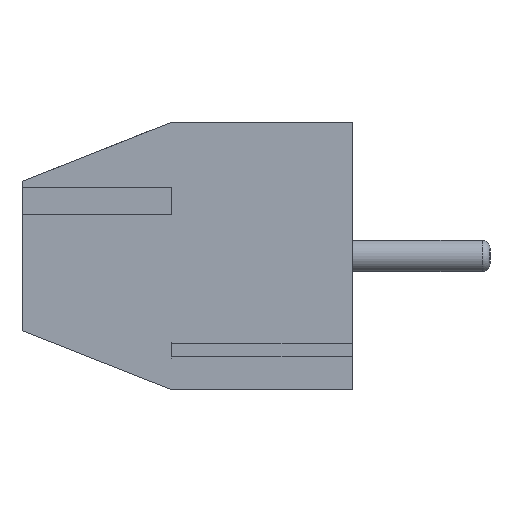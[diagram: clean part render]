
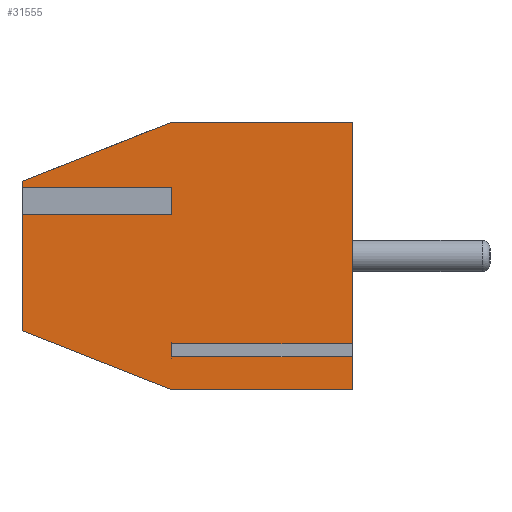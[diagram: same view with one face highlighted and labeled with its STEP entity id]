
A CAD part, left-side view. The second image highlights one B-rep face of the part: STEP entity #31555.
In plain terms, the highlighted planar face has unit normal (-1, 0, 0).
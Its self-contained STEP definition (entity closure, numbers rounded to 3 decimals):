
#62 = VERTEX_POINT ( 'NONE', #35912 ) ;
#936 = ORIENTED_EDGE ( 'NONE', *, *, #13536, .F. ) ;
#1139 = VERTEX_POINT ( 'NONE', #17560 ) ;
#1804 = CARTESIAN_POINT ( 'NONE',  ( 0., 8.4, 6.8 ) ) ;
#2357 = ORIENTED_EDGE ( 'NONE', *, *, #29224, .F. ) ;
#2406 = DIRECTION ( 'NONE',  ( 0., -1., 0. ) ) ;
#2846 = EDGE_CURVE ( 'NONE', #33317, #25464, #37879, .T. ) ;
#4294 = CARTESIAN_POINT ( 'NONE',  ( 0., 8.4, 1.5 ) ) ;
#4518 = LINE ( 'NONE', #26876, #16026 ) ;
#5633 = CARTESIAN_POINT ( 'NONE',  ( 0., 4.6, 0.832 ) ) ;
#5953 = VECTOR ( 'NONE', #17001, 1000. ) ;
#6110 = EDGE_CURVE ( 'NONE', #1139, #17162, #10456, .T. ) ;
#6412 = ORIENTED_EDGE ( 'NONE', *, *, #15479, .F. ) ;
#6478 = VECTOR ( 'NONE', #7732, 1000. ) ;
#7732 = DIRECTION ( 'NONE',  ( 0., -1., 0. ) ) ;
#7772 = DIRECTION ( 'NONE',  ( 0., 0., 1. ) ) ;
#7783 = DIRECTION ( 'NONE',  ( 0., -1., 0. ) ) ;
#7912 = LINE ( 'NONE', #26703, #6478 ) ;
#7934 = VERTEX_POINT ( 'NONE', #25336 ) ;
#8186 = LINE ( 'NONE', #14959, #32328 ) ;
#9265 = EDGE_CURVE ( 'NONE', #22573, #62, #27325, .T. ) ;
#10038 = ORIENTED_EDGE ( 'NONE', *, *, #9265, .T. ) ;
#10302 = DIRECTION ( 'NONE',  ( 0., -1., 0. ) ) ;
#10456 = LINE ( 'NONE', #35737, #36396 ) ;
#10665 = CARTESIAN_POINT ( 'NONE',  ( 0., 8.4, 4.632 ) ) ;
#10775 = DIRECTION ( 'NONE',  ( 0., -0.93, 0.367 ) ) ;
#10820 = ORIENTED_EDGE ( 'NONE', *, *, #2846, .T. ) ;
#11369 = DIRECTION ( 'NONE',  ( 0., 0., 1. ) ) ;
#11475 = EDGE_CURVE ( 'NONE', #28396, #7934, #25830, .T. ) ;
#11815 = DIRECTION ( 'NONE',  ( 1., 0., 0. ) ) ;
#12009 = VECTOR ( 'NONE', #7772, 1000. ) ;
#12419 = LINE ( 'NONE', #24893, #33829 ) ;
#12601 = CARTESIAN_POINT ( 'NONE',  ( 0., 4.6, 0. ) ) ;
#12631 = AXIS2_PLACEMENT_3D ( 'NONE', #39748, #11815, #24306 ) ;
#12759 = DIRECTION ( 'NONE',  ( 0., 0., 1. ) ) ;
#12766 = ORIENTED_EDGE ( 'NONE', *, *, #37625, .T. ) ;
#13536 = EDGE_CURVE ( 'NONE', #37501, #20389, #16993, .T. ) ;
#14951 = VECTOR ( 'NONE', #2406, 1000. ) ;
#14959 = CARTESIAN_POINT ( 'NONE',  ( 0., 8.4, 4.632 ) ) ;
#15479 = EDGE_CURVE ( 'NONE', #32005, #25464, #4518, .T. ) ;
#16026 = VECTOR ( 'NONE', #16172, 1000. ) ;
#16172 = DIRECTION ( 'NONE',  ( 0., -1., 0. ) ) ;
#16897 = EDGE_CURVE ( 'NONE', #1139, #34974, #21025, .T. ) ;
#16993 = LINE ( 'NONE', #35537, #12009 ) ;
#17001 = DIRECTION ( 'NONE',  ( 0., 0., 1. ) ) ;
#17100 = ORIENTED_EDGE ( 'NONE', *, *, #25353, .T. ) ;
#17162 = VERTEX_POINT ( 'NONE', #20393 ) ;
#17198 = VECTOR ( 'NONE', #34197, 1000. ) ;
#17560 = CARTESIAN_POINT ( 'NONE',  ( 0., 8.4, 4.968 ) ) ;
#17786 = VECTOR ( 'NONE', #10302, 1000. ) ;
#18338 = ORIENTED_EDGE ( 'NONE', *, *, #38255, .T. ) ;
#18913 = EDGE_CURVE ( 'NONE', #23832, #37501, #12419, .T. ) ;
#19387 = CARTESIAN_POINT ( 'NONE',  ( 0., 8.4, 5.3 ) ) ;
#20389 = VERTEX_POINT ( 'NONE', #10665 ) ;
#20393 = CARTESIAN_POINT ( 'NONE',  ( 0., 4.6, 4.968 ) ) ;
#20430 = CARTESIAN_POINT ( 'NONE',  ( 0., 4.6, 1.168 ) ) ;
#20438 = LINE ( 'NONE', #38702, #31467 ) ;
#20441 = CARTESIAN_POINT ( 'NONE',  ( 0., 4.6, 4.968 ) ) ;
#20593 = EDGE_LOOP ( 'NONE', ( #10038, #18338, #32489, #2357, #31906, #30453, #12766, #38006, #936, #40102, #17100, #10820, #6412, #20841 ) ) ;
#20841 = ORIENTED_EDGE ( 'NONE', *, *, #25909, .T. ) ;
#21025 = LINE ( 'NONE', #1804, #32475 ) ;
#21676 = FACE_OUTER_BOUND ( 'NONE', #20593, .T. ) ;
#22300 = CARTESIAN_POINT ( 'NONE',  ( 0., 0., 0. ) ) ;
#22573 = VERTEX_POINT ( 'NONE', #23411 ) ;
#23411 = CARTESIAN_POINT ( 'NONE',  ( 0., 4.6, 1.168 ) ) ;
#23433 = CARTESIAN_POINT ( 'NONE',  ( 0., 4.6, 4.632 ) ) ;
#23832 = VERTEX_POINT ( 'NONE', #12601 ) ;
#24108 = DIRECTION ( 'NONE',  ( 0., 0.93, 0.367 ) ) ;
#24306 = DIRECTION ( 'NONE',  ( 0., 0., -1. ) ) ;
#24658 = CARTESIAN_POINT ( 'NONE',  ( 0., 0., 0.832 ) ) ;
#24893 = CARTESIAN_POINT ( 'NONE',  ( 0., 8.4, 1.5 ) ) ;
#25037 = CARTESIAN_POINT ( 'NONE',  ( 0., 0., 6.8 ) ) ;
#25336 = CARTESIAN_POINT ( 'NONE',  ( 0., 0., 6.8 ) ) ;
#25353 = EDGE_CURVE ( 'NONE', #23832, #33317, #7912, .T. ) ;
#25464 = VERTEX_POINT ( 'NONE', #24658 ) ;
#25634 = CARTESIAN_POINT ( 'NONE',  ( 0., 8.4, 6.8 ) ) ;
#25830 = LINE ( 'NONE', #25634, #17786 ) ;
#25909 = EDGE_CURVE ( 'NONE', #32005, #22573, #34181, .T. ) ;
#26703 = CARTESIAN_POINT ( 'NONE',  ( 0., 8.4, 0. ) ) ;
#26876 = CARTESIAN_POINT ( 'NONE',  ( 0., 4.6, 0.832 ) ) ;
#27325 = LINE ( 'NONE', #20430, #14951 ) ;
#27381 = PLANE ( 'NONE',  #12631 ) ;
#28396 = VERTEX_POINT ( 'NONE', #37687 ) ;
#29224 = EDGE_CURVE ( 'NONE', #34974, #28396, #20438, .T. ) ;
#30453 = ORIENTED_EDGE ( 'NONE', *, *, #6110, .T. ) ;
#30654 = VECTOR ( 'NONE', #33038, 1000. ) ;
#31467 = VECTOR ( 'NONE', #10775, 1000. ) ;
#31555 = ADVANCED_FACE ( 'NONE', ( #21676 ), #27381, .F. ) ;
#31906 = ORIENTED_EDGE ( 'NONE', *, *, #16897, .F. ) ;
#32005 = VERTEX_POINT ( 'NONE', #5633 ) ;
#32328 = VECTOR ( 'NONE', #34249, 1000. ) ;
#32475 = VECTOR ( 'NONE', #11369, 1000. ) ;
#32489 = ORIENTED_EDGE ( 'NONE', *, *, #11475, .F. ) ;
#32521 = EDGE_CURVE ( 'NONE', #20389, #37848, #8186, .T. ) ;
#32625 = VECTOR ( 'NONE', #12759, 1000. ) ;
#33038 = DIRECTION ( 'NONE',  ( 0., 0., -1. ) ) ;
#33317 = VERTEX_POINT ( 'NONE', #22300 ) ;
#33829 = VECTOR ( 'NONE', #24108, 1000. ) ;
#34181 = LINE ( 'NONE', #40260, #32625 ) ;
#34197 = DIRECTION ( 'NONE',  ( 0., 0., 1. ) ) ;
#34249 = DIRECTION ( 'NONE',  ( 0., -1., 0. ) ) ;
#34974 = VERTEX_POINT ( 'NONE', #19387 ) ;
#35365 = CARTESIAN_POINT ( 'NONE',  ( 0., 0., 6.8 ) ) ;
#35537 = CARTESIAN_POINT ( 'NONE',  ( 0., 8.4, 6.8 ) ) ;
#35737 = CARTESIAN_POINT ( 'NONE',  ( 0., 8.4, 4.968 ) ) ;
#35912 = CARTESIAN_POINT ( 'NONE',  ( 0., 0., 1.168 ) ) ;
#36396 = VECTOR ( 'NONE', #7783, 1000. ) ;
#37501 = VERTEX_POINT ( 'NONE', #4294 ) ;
#37625 = EDGE_CURVE ( 'NONE', #17162, #37848, #38907, .T. ) ;
#37687 = CARTESIAN_POINT ( 'NONE',  ( 0., 4.6, 6.8 ) ) ;
#37848 = VERTEX_POINT ( 'NONE', #23433 ) ;
#37879 = LINE ( 'NONE', #25037, #17198 ) ;
#38006 = ORIENTED_EDGE ( 'NONE', *, *, #32521, .F. ) ;
#38255 = EDGE_CURVE ( 'NONE', #62, #7934, #39162, .T. ) ;
#38702 = CARTESIAN_POINT ( 'NONE',  ( 0., 8.4, 5.3 ) ) ;
#38907 = LINE ( 'NONE', #20441, #30654 ) ;
#39162 = LINE ( 'NONE', #35365, #5953 ) ;
#39748 = CARTESIAN_POINT ( 'NONE',  ( 0., 8.4, 6.8 ) ) ;
#40102 = ORIENTED_EDGE ( 'NONE', *, *, #18913, .F. ) ;
#40260 = CARTESIAN_POINT ( 'NONE',  ( 0., 4.6, 0.832 ) ) ;
